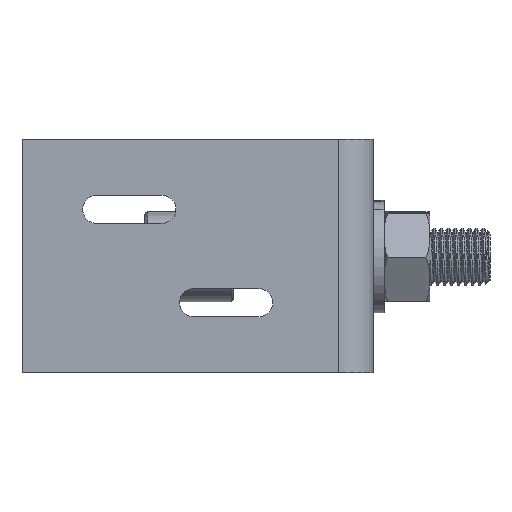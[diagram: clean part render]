
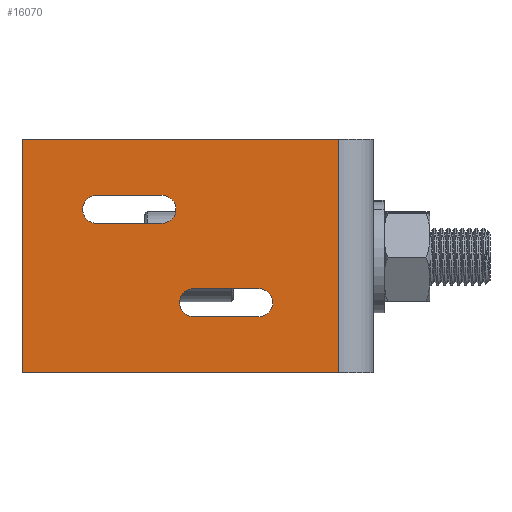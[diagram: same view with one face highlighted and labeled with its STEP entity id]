
A CAD part, left-side view. The second image highlights one B-rep face of the part: STEP entity #16070.
In plain terms, the highlighted planar face has unit normal (-1, 0, 0).
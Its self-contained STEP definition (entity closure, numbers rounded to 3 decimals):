
#21 = CARTESIAN_POINT ( 'NONE',  ( 0., 59.3, 13. ) ) ;
#101 = FACE_BOUND ( 'NONE', #6028, .T. ) ;
#202 = DIRECTION ( 'NONE',  ( -1., 0., 0. ) ) ;
#604 = EDGE_CURVE ( 'NONE', #18273, #6003, #18702, .T. ) ;
#808 = VERTEX_POINT ( 'NONE', #3133 ) ;
#990 = CARTESIAN_POINT ( 'NONE',  ( 0., 24.55, -10. ) ) ;
#1023 = VERTEX_POINT ( 'NONE', #6151 ) ;
#1086 = VECTOR ( 'NONE', #14629, 1000. ) ;
#1447 = VECTOR ( 'NONE', #15107, 1000. ) ;
#1529 = CARTESIAN_POINT ( 'NONE',  ( 0., 59.3, 7. ) ) ;
#1638 = EDGE_CURVE ( 'NONE', #3830, #17900, #15812, .T. ) ;
#1681 = VERTEX_POINT ( 'NONE', #22206 ) ;
#1693 = LINE ( 'NONE', #1529, #9303 ) ;
#2369 = LINE ( 'NONE', #20438, #21461 ) ;
#2632 = AXIS2_PLACEMENT_3D ( 'NONE', #20230, #20312, #14444 ) ;
#3133 = CARTESIAN_POINT ( 'NONE',  ( 0., 38.55, -13. ) ) ;
#3312 = CARTESIAN_POINT ( 'NONE',  ( 0., 75.3, -25. ) ) ;
#3375 = LINE ( 'NONE', #3312, #23735 ) ;
#3454 = VERTEX_POINT ( 'NONE', #25262 ) ;
#3497 = AXIS2_PLACEMENT_3D ( 'NONE', #12717, #202, #14595 ) ;
#3576 = DIRECTION ( 'NONE',  ( 0., -1., 0. ) ) ;
#3830 = VERTEX_POINT ( 'NONE', #13342 ) ;
#3881 = VECTOR ( 'NONE', #12455, 1000. ) ;
#4118 = ORIENTED_EDGE ( 'NONE', *, *, #13377, .F. ) ;
#4305 = EDGE_CURVE ( 'NONE', #18613, #1681, #6823, .T. ) ;
#4481 = ORIENTED_EDGE ( 'NONE', *, *, #16713, .F. ) ;
#4637 = DIRECTION ( 'NONE',  ( -1., 0., 0. ) ) ;
#4672 = CIRCLE ( 'NONE', #2632, 3. ) ;
#4979 = AXIS2_PLACEMENT_3D ( 'NONE', #11749, #20287, #17912 ) ;
#5281 = DIRECTION ( 'NONE',  ( 0., -1., 0. ) ) ;
#5535 = EDGE_CURVE ( 'NONE', #16330, #26146, #20789, .T. ) ;
#6003 = VERTEX_POINT ( 'NONE', #12785 ) ;
#6028 = EDGE_LOOP ( 'NONE', ( #4118, #22379, #21126, #15457, #11533 ) ) ;
#6151 = CARTESIAN_POINT ( 'NONE',  ( 0., 38.55, -7. ) ) ;
#6303 = LINE ( 'NONE', #20040, #19078 ) ;
#6518 = ORIENTED_EDGE ( 'NONE', *, *, #11536, .F. ) ;
#6617 = CARTESIAN_POINT ( 'NONE',  ( 0., 45.3, 13. ) ) ;
#6651 = DIRECTION ( 'NONE',  ( 0., -1., 0. ) ) ;
#6823 = LINE ( 'NONE', #7176, #1447 ) ;
#7176 = CARTESIAN_POINT ( 'NONE',  ( 0., 7.5, -25. ) ) ;
#7267 = EDGE_CURVE ( 'NONE', #9790, #3830, #4672, .T. ) ;
#7764 = CARTESIAN_POINT ( 'NONE',  ( 0., 24.55, -7. ) ) ;
#7843 = DIRECTION ( 'NONE',  ( 0., -1., 0. ) ) ;
#7918 = FACE_BOUND ( 'NONE', #17516, .T. ) ;
#8055 = CARTESIAN_POINT ( 'NONE',  ( 0., 24.55, -10. ) ) ;
#8117 = EDGE_CURVE ( 'NONE', #16330, #18613, #3375, .T. ) ;
#8710 = PLANE ( 'NONE',  #3497 ) ;
#8913 = CARTESIAN_POINT ( 'NONE',  ( 0., 59.3, 13. ) ) ;
#9073 = CARTESIAN_POINT ( 'NONE',  ( 0., 24.55, -13. ) ) ;
#9303 = VECTOR ( 'NONE', #3576, 1000. ) ;
#9327 = EDGE_CURVE ( 'NONE', #16642, #1023, #2369, .T. ) ;
#9587 = ORIENTED_EDGE ( 'NONE', *, *, #604, .F. ) ;
#9679 = CARTESIAN_POINT ( 'NONE',  ( 0., 45.3, 7. ) ) ;
#9790 = VERTEX_POINT ( 'NONE', #9679 ) ;
#9934 = EDGE_CURVE ( 'NONE', #1023, #808, #25616, .T. ) ;
#10235 = AXIS2_PLACEMENT_3D ( 'NONE', #8055, #14205, #18309 ) ;
#10869 = ORIENTED_EDGE ( 'NONE', *, *, #1638, .F. ) ;
#10901 = VERTEX_POINT ( 'NONE', #13210 ) ;
#11024 = DIRECTION ( 'NONE',  ( 0., -1., 0. ) ) ;
#11533 = ORIENTED_EDGE ( 'NONE', *, *, #15360, .F. ) ;
#11536 = EDGE_CURVE ( 'NONE', #6003, #9790, #1693, .T. ) ;
#11749 = CARTESIAN_POINT ( 'NONE',  ( 0., 59.3, 10. ) ) ;
#12023 = EDGE_CURVE ( 'NONE', #17900, #18273, #15988, .T. ) ;
#12068 = DIRECTION ( 'NONE',  ( -1., 0., 0. ) ) ;
#12265 = CARTESIAN_POINT ( 'NONE',  ( 0., 38.55, -10. ) ) ;
#12344 = DIRECTION ( 'NONE',  ( 0., 1., 0. ) ) ;
#12392 = LINE ( 'NONE', #9073, #25126 ) ;
#12455 = DIRECTION ( 'NONE',  ( 0., 1., 0. ) ) ;
#12717 = CARTESIAN_POINT ( 'NONE',  ( 0., 75.3, -25. ) ) ;
#12750 = CARTESIAN_POINT ( 'NONE',  ( 0., 75.3, 25. ) ) ;
#12785 = CARTESIAN_POINT ( 'NONE',  ( 0., 59.3, 7. ) ) ;
#13210 = CARTESIAN_POINT ( 'NONE',  ( 0., 21.55, -10. ) ) ;
#13342 = CARTESIAN_POINT ( 'NONE',  ( 0., 42.3, 10. ) ) ;
#13377 = EDGE_CURVE ( 'NONE', #3454, #10901, #16587, .T. ) ;
#13986 = ORIENTED_EDGE ( 'NONE', *, *, #4305, .T. ) ;
#14049 = DIRECTION ( 'NONE',  ( 0., -1., 0. ) ) ;
#14205 = DIRECTION ( 'NONE',  ( -1., 0., 0. ) ) ;
#14339 = AXIS2_PLACEMENT_3D ( 'NONE', #16252, #12068, #18310 ) ;
#14444 = DIRECTION ( 'NONE',  ( 0., -1., 0. ) ) ;
#14595 = DIRECTION ( 'NONE',  ( 0., -1., 0. ) ) ;
#14629 = DIRECTION ( 'NONE',  ( 0., 0., 1. ) ) ;
#15107 = DIRECTION ( 'NONE',  ( 0., 0., 1. ) ) ;
#15360 = EDGE_CURVE ( 'NONE', #10901, #16642, #22918, .T. ) ;
#15457 = ORIENTED_EDGE ( 'NONE', *, *, #9327, .F. ) ;
#15585 = AXIS2_PLACEMENT_3D ( 'NONE', #990, #4637, #6651 ) ;
#15812 = CIRCLE ( 'NONE', #14339, 3. ) ;
#15988 = LINE ( 'NONE', #21, #3881 ) ;
#16070 = ADVANCED_FACE ( 'NONE', ( #101, #7918, #19410 ), #8710, .T. ) ;
#16155 = EDGE_CURVE ( 'NONE', #808, #3454, #12392, .T. ) ;
#16252 = CARTESIAN_POINT ( 'NONE',  ( 0., 45.3, 10. ) ) ;
#16330 = VERTEX_POINT ( 'NONE', #21713 ) ;
#16587 = CIRCLE ( 'NONE', #10235, 3. ) ;
#16642 = VERTEX_POINT ( 'NONE', #7764 ) ;
#16713 = EDGE_CURVE ( 'NONE', #26146, #1681, #6303, .T. ) ;
#16947 = CARTESIAN_POINT ( 'NONE',  ( 0., 75.3, -25. ) ) ;
#17516 = EDGE_LOOP ( 'NONE', ( #9587, #25169, #10869, #25212, #6518 ) ) ;
#17900 = VERTEX_POINT ( 'NONE', #6617 ) ;
#17912 = DIRECTION ( 'NONE',  ( 0., -1., 0. ) ) ;
#18273 = VERTEX_POINT ( 'NONE', #8913 ) ;
#18309 = DIRECTION ( 'NONE',  ( 0., -1., 0. ) ) ;
#18310 = DIRECTION ( 'NONE',  ( 0., -1., 0. ) ) ;
#18613 = VERTEX_POINT ( 'NONE', #19280 ) ;
#18683 = AXIS2_PLACEMENT_3D ( 'NONE', #12265, #20098, #14049 ) ;
#18702 = CIRCLE ( 'NONE', #4979, 3. ) ;
#19078 = VECTOR ( 'NONE', #7843, 1000. ) ;
#19280 = CARTESIAN_POINT ( 'NONE',  ( 0., 7.5, -25. ) ) ;
#19410 = FACE_OUTER_BOUND ( 'NONE', #20013, .T. ) ;
#20013 = EDGE_LOOP ( 'NONE', ( #4481, #23908, #26249, #13986 ) ) ;
#20040 = CARTESIAN_POINT ( 'NONE',  ( 0., 75.3, 25. ) ) ;
#20098 = DIRECTION ( 'NONE',  ( -1., 0., 0. ) ) ;
#20230 = CARTESIAN_POINT ( 'NONE',  ( 0., 45.3, 10. ) ) ;
#20287 = DIRECTION ( 'NONE',  ( -1., 0., 0. ) ) ;
#20312 = DIRECTION ( 'NONE',  ( -1., 0., 0. ) ) ;
#20438 = CARTESIAN_POINT ( 'NONE',  ( 0., 24.55, -7. ) ) ;
#20789 = LINE ( 'NONE', #16947, #1086 ) ;
#21126 = ORIENTED_EDGE ( 'NONE', *, *, #9934, .F. ) ;
#21461 = VECTOR ( 'NONE', #12344, 1000. ) ;
#21713 = CARTESIAN_POINT ( 'NONE',  ( 0., 75.3, -25. ) ) ;
#22206 = CARTESIAN_POINT ( 'NONE',  ( 0., 7.5, 25. ) ) ;
#22379 = ORIENTED_EDGE ( 'NONE', *, *, #16155, .F. ) ;
#22918 = CIRCLE ( 'NONE', #15585, 3. ) ;
#23735 = VECTOR ( 'NONE', #5281, 1000. ) ;
#23908 = ORIENTED_EDGE ( 'NONE', *, *, #5535, .F. ) ;
#25126 = VECTOR ( 'NONE', #11024, 1000. ) ;
#25169 = ORIENTED_EDGE ( 'NONE', *, *, #12023, .F. ) ;
#25212 = ORIENTED_EDGE ( 'NONE', *, *, #7267, .F. ) ;
#25262 = CARTESIAN_POINT ( 'NONE',  ( 0., 24.55, -13. ) ) ;
#25616 = CIRCLE ( 'NONE', #18683, 3. ) ;
#26146 = VERTEX_POINT ( 'NONE', #12750 ) ;
#26249 = ORIENTED_EDGE ( 'NONE', *, *, #8117, .T. ) ;
